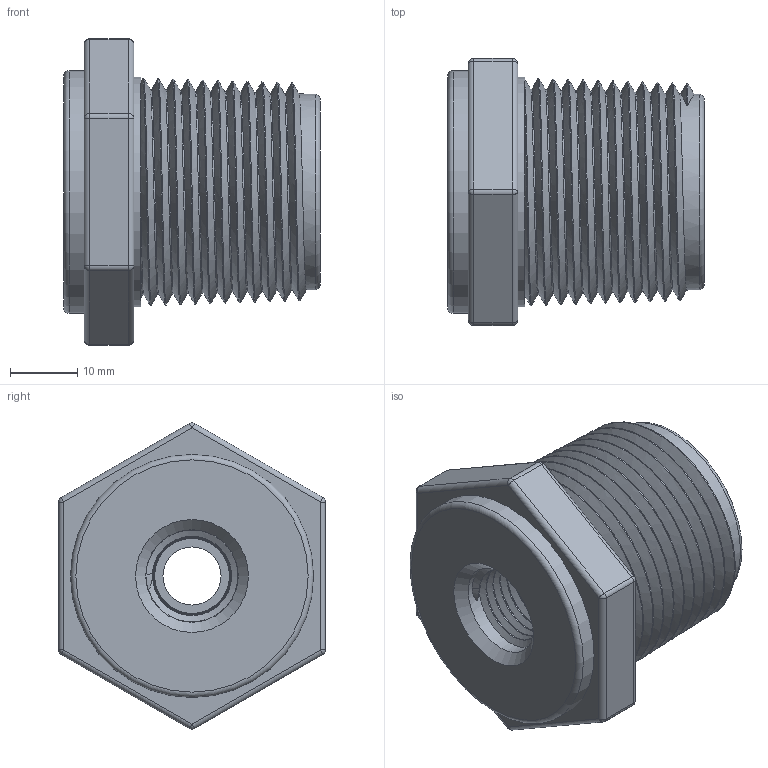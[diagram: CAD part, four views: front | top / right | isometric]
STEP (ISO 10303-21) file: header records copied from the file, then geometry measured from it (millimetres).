
FILE_DESCRIPTION(/* description */ ('1" MNPT X 1/4" FNPT REDUCER BUSHING'),/* implementation_level */ '2;1');
FILE_NAME(/* name */ 'RB100-025.stp',/* time_stamp */ '2013-11-06T11:23:06-05:00',/* author */ ('DTruax'),/* organization */ (''),/* preprocessor_version */ 'ST-DEVELOPER v15.2',/* originating_system */ 'Autodesk Inventor 2014',/* authorisation */ '');
FILE_SCHEMA (('AUTOMOTIVE_DESIGN { 1 0 10303 214 3 1 1 }'));
Length unit declared in the file: inch
Products named in the file (1): RB100-025
Bounding box: 38.1 x 39.62 x 45.51 mm (x, y, z)
Volume: 31162.5 mm3; surface area: 9841 mm2
Topology: 1 solids, 1 shells, 82 faces, 181 edges, 105 vertices
Faces by surface type: cone 26, cylinder 24, plane 12, sphere 12, bspline 6, torus 2
Full cylindrical faces by diameter (mm): 8.636 x1, 34.036 x1, 36.068 x1
Entity records: 6094 total; most frequent: CARTESIAN_POINT 4828, DIRECTION 265, ORIENTED_EDGE 236, EDGE_CURVE 118, AXIS2_PLACEMENT_3D 112, EDGE_LOOP 77, VERTEX_POINT 69, ADVANCED_FACE 63
